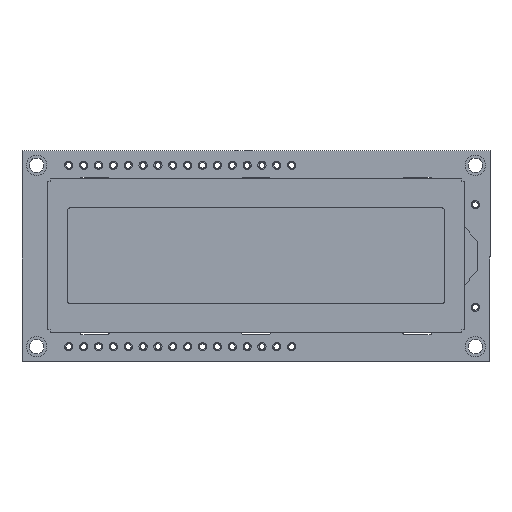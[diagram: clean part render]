
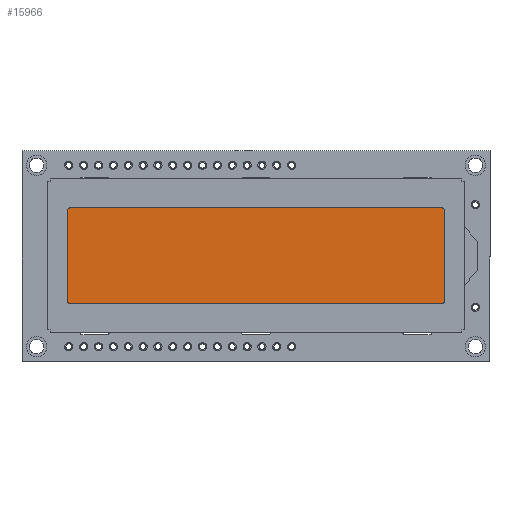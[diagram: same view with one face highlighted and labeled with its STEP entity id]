
A CAD part, top view. The second image highlights one B-rep face of the part: STEP entity #15966.
In plain terms, the highlighted planar face has unit normal (0, 0, 1).
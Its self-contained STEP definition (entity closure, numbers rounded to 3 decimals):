
#249 = ORIENTED_EDGE ( 'NONE', *, *, #11520, .T. ) ;
#341 = CARTESIAN_POINT ( 'NONE',  ( 31.75, -8.2, 9.9 ) ) ;
#843 = DIRECTION ( 'NONE',  ( 0., 0., 1. ) ) ;
#868 = CARTESIAN_POINT ( 'NONE',  ( -32.25, 7.7, 9.9 ) ) ;
#1117 = CARTESIAN_POINT ( 'NONE',  ( -31.75, 8.2, 9.9 ) ) ;
#1138 = DIRECTION ( 'NONE',  ( 0., 0., 1. ) ) ;
#1688 = CARTESIAN_POINT ( 'NONE',  ( 31.75, -7.7, 9.9 ) ) ;
#1741 = EDGE_CURVE ( 'NONE', #18878, #2123, #9735, .T. ) ;
#2123 = VERTEX_POINT ( 'NONE', #15836 ) ;
#2508 = VERTEX_POINT ( 'NONE', #7250 ) ;
#2565 = AXIS2_PLACEMENT_3D ( 'NONE', #17955, #8594, #19551 ) ;
#2702 = CARTESIAN_POINT ( 'NONE',  ( -31.75, -8.2, 9.9 ) ) ;
#3171 = AXIS2_PLACEMENT_3D ( 'NONE', #10226, #843, #11817 ) ;
#3247 = DIRECTION ( 'NONE',  ( 1., 0., 0. ) ) ;
#3586 = CIRCLE ( 'NONE', #2565, 0.5 ) ;
#3756 = ORIENTED_EDGE ( 'NONE', *, *, #18037, .T. ) ;
#4083 = EDGE_CURVE ( 'NONE', #17814, #14313, #3586, .T. ) ;
#4284 = PLANE ( 'NONE',  #12523 ) ;
#4983 = EDGE_CURVE ( 'NONE', #13721, #19541, #12059, .T. ) ;
#5894 = AXIS2_PLACEMENT_3D ( 'NONE', #1688, #12610, #3247 ) ;
#5900 = LINE ( 'NONE', #1117, #13717 ) ;
#5924 = DIRECTION ( 'NONE',  ( 0., 0., -1. ) ) ;
#6261 = VECTOR ( 'NONE', #10734, 1000. ) ;
#7250 = CARTESIAN_POINT ( 'NONE',  ( 32.25, -7.7, 9.9 ) ) ;
#7296 = LINE ( 'NONE', #868, #10987 ) ;
#7409 = EDGE_CURVE ( 'NONE', #2508, #17814, #10942, .T. ) ;
#7485 = ORIENTED_EDGE ( 'NONE', *, *, #7409, .T. ) ;
#8594 = DIRECTION ( 'NONE',  ( 0., 0., 1. ) ) ;
#8869 = DIRECTION ( 'NONE',  ( 1., 0., 0. ) ) ;
#9294 = EDGE_CURVE ( 'NONE', #2123, #13721, #7296, .T. ) ;
#9735 = CIRCLE ( 'NONE', #3171, 0.5 ) ;
#9804 = ORIENTED_EDGE ( 'NONE', *, *, #1741, .T. ) ;
#10065 = VECTOR ( 'NONE', #8869, 1000. ) ;
#10194 = AXIS2_PLACEMENT_3D ( 'NONE', #10533, #1138, #12114 ) ;
#10226 = CARTESIAN_POINT ( 'NONE',  ( -31.75, 7.7, 9.9 ) ) ;
#10533 = CARTESIAN_POINT ( 'NONE',  ( -31.75, -7.7, 9.9 ) ) ;
#10563 = LINE ( 'NONE', #18094, #10065 ) ;
#10734 = DIRECTION ( 'NONE',  ( 0., 1., 0. ) ) ;
#10942 = LINE ( 'NONE', #13784, #6261 ) ;
#10987 = VECTOR ( 'NONE', #16544, 1000. ) ;
#11520 = EDGE_CURVE ( 'NONE', #19541, #12466, #10563, .T. ) ;
#11580 = EDGE_CURVE ( 'NONE', #14313, #18878, #5900, .T. ) ;
#11814 = ORIENTED_EDGE ( 'NONE', *, *, #4083, .T. ) ;
#11817 = DIRECTION ( 'NONE',  ( 1., 0., 0. ) ) ;
#12059 = CIRCLE ( 'NONE', #10194, 0.5 ) ;
#12091 = DIRECTION ( 'NONE',  ( -1., 0., 0. ) ) ;
#12114 = DIRECTION ( 'NONE',  ( 1., 0., 0. ) ) ;
#12466 = VERTEX_POINT ( 'NONE', #341 ) ;
#12523 = AXIS2_PLACEMENT_3D ( 'NONE', #15280, #5924, #16861 ) ;
#12610 = DIRECTION ( 'NONE',  ( 0., 0., 1. ) ) ;
#13159 = CARTESIAN_POINT ( 'NONE',  ( -32.25, -7.7, 9.9 ) ) ;
#13449 = ORIENTED_EDGE ( 'NONE', *, *, #11580, .T. ) ;
#13717 = VECTOR ( 'NONE', #12091, 1000. ) ;
#13721 = VERTEX_POINT ( 'NONE', #13159 ) ;
#13784 = CARTESIAN_POINT ( 'NONE',  ( 32.25, 7.7, 9.9 ) ) ;
#14313 = VERTEX_POINT ( 'NONE', #14913 ) ;
#14913 = CARTESIAN_POINT ( 'NONE',  ( 31.75, 8.2, 9.9 ) ) ;
#15012 = CARTESIAN_POINT ( 'NONE',  ( -31.75, 8.2, 9.9 ) ) ;
#15166 = ORIENTED_EDGE ( 'NONE', *, *, #4983, .T. ) ;
#15280 = CARTESIAN_POINT ( 'NONE',  ( 31.75, 7.7, 9.9 ) ) ;
#15836 = CARTESIAN_POINT ( 'NONE',  ( -32.25, 7.7, 9.9 ) ) ;
#15966 = ADVANCED_FACE ( 'NONE', ( #18706 ), #4284, .F. ) ;
#16186 = CIRCLE ( 'NONE', #5894, 0.5 ) ;
#16544 = DIRECTION ( 'NONE',  ( 0., -1., 0. ) ) ;
#16576 = CARTESIAN_POINT ( 'NONE',  ( 32.25, 7.7, 9.9 ) ) ;
#16861 = DIRECTION ( 'NONE',  ( -1., 0., 0. ) ) ;
#17814 = VERTEX_POINT ( 'NONE', #16576 ) ;
#17928 = ORIENTED_EDGE ( 'NONE', *, *, #9294, .T. ) ;
#17955 = CARTESIAN_POINT ( 'NONE',  ( 31.75, 7.7, 9.9 ) ) ;
#18037 = EDGE_CURVE ( 'NONE', #12466, #2508, #16186, .T. ) ;
#18094 = CARTESIAN_POINT ( 'NONE',  ( -31.75, -8.2, 9.9 ) ) ;
#18706 = FACE_OUTER_BOUND ( 'NONE', #18867, .T. ) ;
#18867 = EDGE_LOOP ( 'NONE', ( #11814, #13449, #9804, #17928, #15166, #249, #3756, #7485 ) ) ;
#18878 = VERTEX_POINT ( 'NONE', #15012 ) ;
#19541 = VERTEX_POINT ( 'NONE', #2702 ) ;
#19551 = DIRECTION ( 'NONE',  ( -1., 0., 0. ) ) ;
